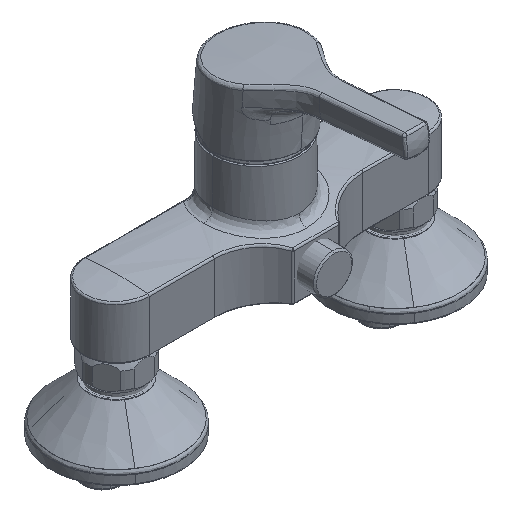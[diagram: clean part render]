
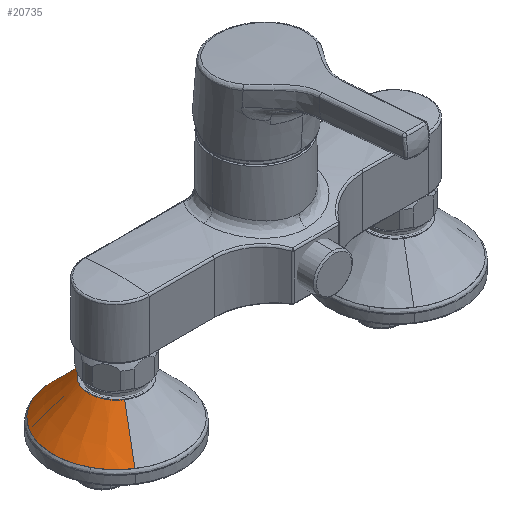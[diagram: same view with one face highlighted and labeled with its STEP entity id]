
A CAD part, isometric view. The second image highlights one B-rep face of the part: STEP entity #20735.
In plain terms, the highlighted conical face has half-angle 45 degrees and reference radius 34.121 mm.
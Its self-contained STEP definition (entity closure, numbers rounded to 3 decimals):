
#655 = DIRECTION ( 'NONE',  ( 0., 0., 1. ) ) ;
#1543 = DIRECTION ( 'NONE',  ( -0.387, -0.592, -0.707 ) ) ;
#1782 = DIRECTION ( 'NONE',  ( 0.547, 0.837, 0. ) ) ;
#2349 = EDGE_CURVE ( 'NONE', #14839, #20589, #14075, .T. ) ;
#3061 = CARTESIAN_POINT ( 'NONE',  ( -56.338, 28.565, -51.293 ) ) ;
#3486 = DIRECTION ( 'NONE',  ( 0.547, 0.837, 0. ) ) ;
#4490 = CIRCLE ( 'NONE', #25432, 15. ) ;
#5058 = LINE ( 'NONE', #25193, #25390 ) ;
#5508 = ORIENTED_EDGE ( 'NONE', *, *, #21661, .F. ) ;
#6115 = EDGE_CURVE ( 'NONE', #6597, #10638, #5058, .T. ) ;
#6419 = ORIENTED_EDGE ( 'NONE', *, *, #6115, .F. ) ;
#6597 = VERTEX_POINT ( 'NONE', #8210 ) ;
#7700 = CARTESIAN_POINT ( 'NONE',  ( -75., 0., -51.293 ) ) ;
#8210 = CARTESIAN_POINT ( 'NONE',  ( -83.204, -12.558, -32.172 ) ) ;
#8812 = VECTOR ( 'NONE', #11560, 1000. ) ;
#10638 = VERTEX_POINT ( 'NONE', #20432 ) ;
#11560 = DIRECTION ( 'NONE',  ( 0.387, 0.592, -0.707 ) ) ;
#11616 = DIRECTION ( 'NONE',  ( 0., 0., 1. ) ) ;
#11652 = DIRECTION ( 'NONE',  ( 0., 0., -1. ) ) ;
#11827 = EDGE_CURVE ( 'NONE', #23574, #10638, #19158, .T. ) ;
#12457 = CARTESIAN_POINT ( 'NONE',  ( -75., 0., -51.293 ) ) ;
#13557 = CARTESIAN_POINT ( 'NONE',  ( -56.338, 28.565, -51.293 ) ) ;
#13584 = DIRECTION ( 'NONE',  ( 0., 0., 1. ) ) ;
#14075 = LINE ( 'NONE', #13557, #8812 ) ;
#14452 = DIRECTION ( 'NONE',  ( -0.881, -0.472, 0. ) ) ;
#14566 = AXIS2_PLACEMENT_3D ( 'NONE', #12457, #655, #14452 ) ;
#14839 = VERTEX_POINT ( 'NONE', #21366 ) ;
#15305 = CONICAL_SURFACE ( 'NONE', #18018, 34.121, 0.785 ) ;
#15312 = CARTESIAN_POINT ( 'NONE',  ( -105.073, -16.121, -51.293 ) ) ;
#16053 = ORIENTED_EDGE ( 'NONE', *, *, #2349, .T. ) ;
#17147 = FACE_OUTER_BOUND ( 'NONE', #23657, .T. ) ;
#17178 = ORIENTED_EDGE ( 'NONE', *, *, #18967, .T. ) ;
#18018 = AXIS2_PLACEMENT_3D ( 'NONE', #7700, #11652, #3486 ) ;
#18967 = EDGE_CURVE ( 'NONE', #20589, #23574, #23364, .T. ) ;
#19158 = CIRCLE ( 'NONE', #22311, 34.121 ) ;
#20432 = CARTESIAN_POINT ( 'NONE',  ( -93.662, -28.565, -51.293 ) ) ;
#20589 = VERTEX_POINT ( 'NONE', #3061 ) ;
#20735 = ADVANCED_FACE ( 'NONE', ( #17147 ), #15305, .T. ) ;
#21366 = CARTESIAN_POINT ( 'NONE',  ( -66.796, 12.558, -32.172 ) ) ;
#21661 = EDGE_CURVE ( 'NONE', #14839, #6597, #4490, .T. ) ;
#22311 = AXIS2_PLACEMENT_3D ( 'NONE', #23404, #11616, #25386 ) ;
#23364 = CIRCLE ( 'NONE', #14566, 34.121 ) ;
#23404 = CARTESIAN_POINT ( 'NONE',  ( -75., 0., -51.293 ) ) ;
#23574 = VERTEX_POINT ( 'NONE', #15312 ) ;
#23657 = EDGE_LOOP ( 'NONE', ( #6419, #5508, #16053, #17178, #25053 ) ) ;
#25053 = ORIENTED_EDGE ( 'NONE', *, *, #11827, .T. ) ;
#25193 = CARTESIAN_POINT ( 'NONE',  ( -93.662, -28.565, -51.293 ) ) ;
#25354 = CARTESIAN_POINT ( 'NONE',  ( -75., 0., -32.172 ) ) ;
#25386 = DIRECTION ( 'NONE',  ( -0.881, -0.472, 0. ) ) ;
#25390 = VECTOR ( 'NONE', #1543, 1000. ) ;
#25432 = AXIS2_PLACEMENT_3D ( 'NONE', #25354, #13584, #1782 ) ;
